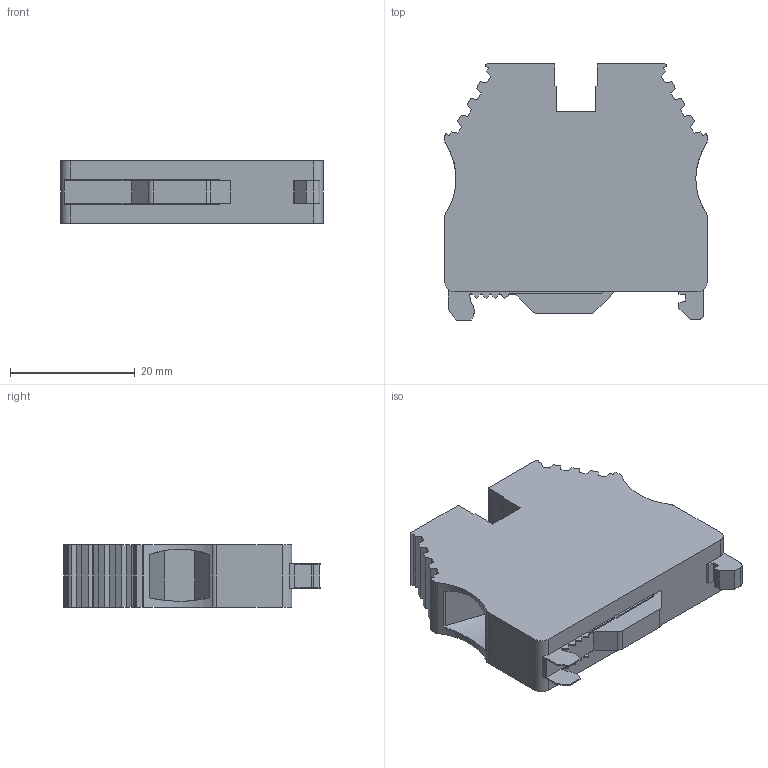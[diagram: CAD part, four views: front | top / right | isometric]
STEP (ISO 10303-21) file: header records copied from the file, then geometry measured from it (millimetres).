
FILE_DESCRIPTION (( 'STEP AP214' ), '1' );
FILE_NAME ('KN-G8.step', '2015-05-04T11:26:19', ( '' ), ( '' ), 'SwSTEP 2.0', 'SolidWorks 2014', '' );
FILE_SCHEMA (( 'AUTOMOTIVE_DESIGN' ));
Length unit declared in the file: millimetre
Products named in the file (1): KN-G8
Bounding box: 42 x 41.03 x 10 mm (x, y, z)
Volume: 12466.2 mm3; surface area: 5400.5 mm2
Topology: 1 solids, 1 shells, 200 faces, 564 edges, 370 vertices
Faces by surface type: plane 156, cylinder 44
Entity records: 8678 total; most frequent: CARTESIAN_POINT 1229, ORIENTED_EDGE 1128, DIRECTION 1036, EDGE_CURVE 564, VECTOR 462, LINE 462, VERTEX_POINT 370, AXIS2_PLACEMENT_3D 287
